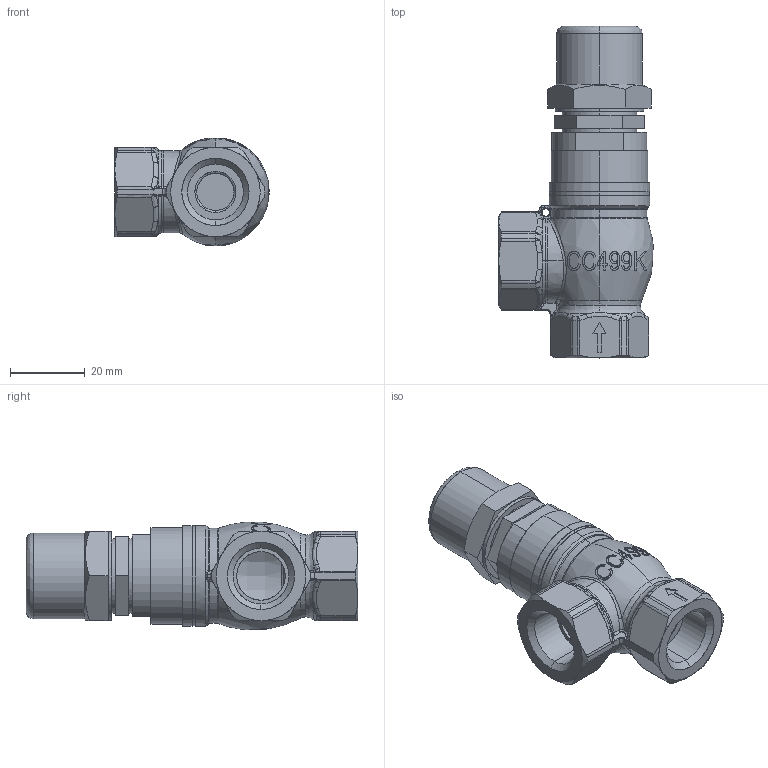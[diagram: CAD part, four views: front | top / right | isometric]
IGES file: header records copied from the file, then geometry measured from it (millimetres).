
Start section: SolidWorks IGES file using analytic representation for surfaces
Global section: file name: 618T 619E 3-8 Zoll Dummy.IGS; native system: SolidWorks 2010; preprocessor: SolidWorks 2010; author: Blankenhorn2; date: 100707.091237; units: millimetre
Bounding box: 41.42 x 89 x 28.95 mm (x, y, z)
Surface area: 18561.4 mm2 (no closed solid volume)
Topology: 0 solids, 0 shells, 558 faces, 7596 edges, 7580 vertices
Faces by surface type: bspline 357, revolution 201
